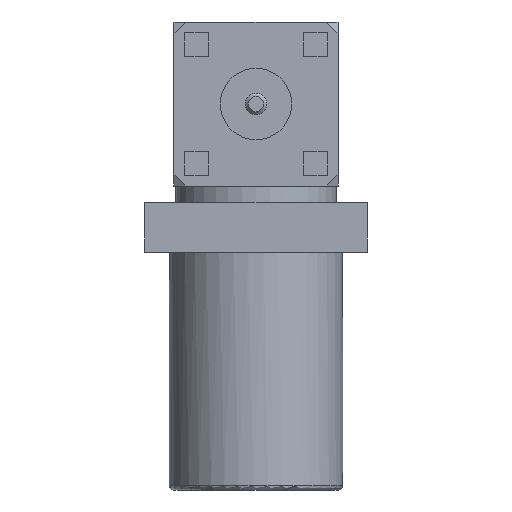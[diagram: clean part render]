
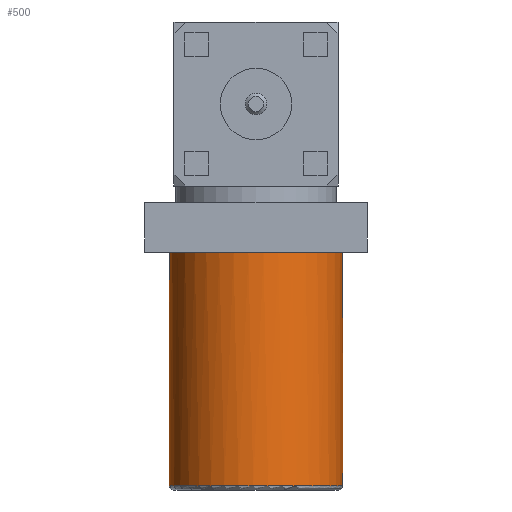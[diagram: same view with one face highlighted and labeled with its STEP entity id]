
A CAD part, front view. The second image highlights one B-rep face of the part: STEP entity #500.
In plain terms, the highlighted cylindrical face has radius 3.708 mm (diameter 7.417 mm), a full revolution.
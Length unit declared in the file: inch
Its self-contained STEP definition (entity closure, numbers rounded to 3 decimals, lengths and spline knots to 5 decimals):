
#171 = CARTESIAN_POINT ( 'NONE',  ( 0.0385, 0.14083, -0.084 ) ) ;
#224 = CARTESIAN_POINT ( 'NONE',  ( 0.0385, 0.14083, -0.331 ) ) ;
#230 = AXIS2_PLACEMENT_3D ( 'NONE', #3723, #1617, #2697 ) ;
#238 = FACE_OUTER_BOUND ( 'NONE', #1522, .T. ) ;
#342 = LINE ( 'NONE', #3881, #3639 ) ;
#366 = EDGE_CURVE ( 'NONE', #2436, #4209, #2979, .T. ) ;
#457 = AXIS2_PLACEMENT_3D ( 'NONE', #1575, #3931, #3892 ) ;
#500 = ADVANCED_FACE ( 'NONE', ( #3404, #238 ), #2646, .T. ) ;
#548 = DIRECTION ( 'NONE',  ( 0., 0., 1. ) ) ;
#635 = EDGE_CURVE ( 'NONE', #1138, #2537, #3711, .T. ) ;
#773 = DIRECTION ( 'NONE',  ( 0., 0., -1. ) ) ;
#878 = ORIENTED_EDGE ( 'NONE', *, *, #2389, .F. ) ;
#1072 = CIRCLE ( 'NONE', #2212, 0.146 ) ;
#1138 = VERTEX_POINT ( 'NONE', #171 ) ;
#1522 = EDGE_LOOP ( 'NONE', ( #878, #4056, #1860, #3992 ) ) ;
#1575 = CARTESIAN_POINT ( 'NONE',  ( 0., 0., -0.331 ) ) ;
#1617 = DIRECTION ( 'NONE',  ( 0., 0., 1. ) ) ;
#1762 = CARTESIAN_POINT ( 'NONE',  ( 0., 0., -0.084 ) ) ;
#1860 = ORIENTED_EDGE ( 'NONE', *, *, #2205, .T. ) ;
#1894 = LINE ( 'NONE', #3335, #3271 ) ;
#1976 = ORIENTED_EDGE ( 'NONE', *, *, #3367, .T. ) ;
#1987 = CARTESIAN_POINT ( 'NONE',  ( -0.0385, 0.14083, -0.084 ) ) ;
#2205 = EDGE_CURVE ( 'NONE', #2537, #4209, #1894, .T. ) ;
#2212 = AXIS2_PLACEMENT_3D ( 'NONE', #3275, #548, #2616 ) ;
#2389 = EDGE_CURVE ( 'NONE', #1138, #2436, #342, .T. ) ;
#2436 = VERTEX_POINT ( 'NONE', #224 ) ;
#2507 = CARTESIAN_POINT ( 'NONE',  ( -0.146, 0., -0.477 ) ) ;
#2537 = VERTEX_POINT ( 'NONE', #1987 ) ;
#2616 = DIRECTION ( 'NONE',  ( -1., 0., 0. ) ) ;
#2646 = CYLINDRICAL_SURFACE ( 'NONE', #230, 0.146 ) ;
#2691 = AXIS2_PLACEMENT_3D ( 'NONE', #1762, #3496, #4159 ) ;
#2697 = DIRECTION ( 'NONE',  ( 1., 0., 0. ) ) ;
#2979 = CIRCLE ( 'NONE', #457, 0.146 ) ;
#3271 = VECTOR ( 'NONE', #3657, 39.37008 ) ;
#3275 = CARTESIAN_POINT ( 'NONE',  ( 0., 0., -0.477 ) ) ;
#3335 = CARTESIAN_POINT ( 'NONE',  ( -0.0385, 0.14083, -0.484 ) ) ;
#3367 = EDGE_CURVE ( 'NONE', #3616, #3616, #1072, .T. ) ;
#3397 = CARTESIAN_POINT ( 'NONE',  ( -0.0385, 0.14083, -0.331 ) ) ;
#3404 = FACE_OUTER_BOUND ( 'NONE', #4460, .T. ) ;
#3496 = DIRECTION ( 'NONE',  ( 0., 0., -1. ) ) ;
#3616 = VERTEX_POINT ( 'NONE', #2507 ) ;
#3639 = VECTOR ( 'NONE', #773, 39.37008 ) ;
#3657 = DIRECTION ( 'NONE',  ( 0., 0., -1. ) ) ;
#3711 = CIRCLE ( 'NONE', #2691, 0.146 ) ;
#3723 = CARTESIAN_POINT ( 'NONE',  ( 0., 0., -0.484 ) ) ;
#3881 = CARTESIAN_POINT ( 'NONE',  ( 0.0385, 0.14083, -0.484 ) ) ;
#3892 = DIRECTION ( 'NONE',  ( 1., 0., 0. ) ) ;
#3931 = DIRECTION ( 'NONE',  ( 0., 0., 1. ) ) ;
#3992 = ORIENTED_EDGE ( 'NONE', *, *, #366, .F. ) ;
#4056 = ORIENTED_EDGE ( 'NONE', *, *, #635, .T. ) ;
#4159 = DIRECTION ( 'NONE',  ( -1., 0., 0. ) ) ;
#4209 = VERTEX_POINT ( 'NONE', #3397 ) ;
#4460 = EDGE_LOOP ( 'NONE', ( #1976 ) ) ;
